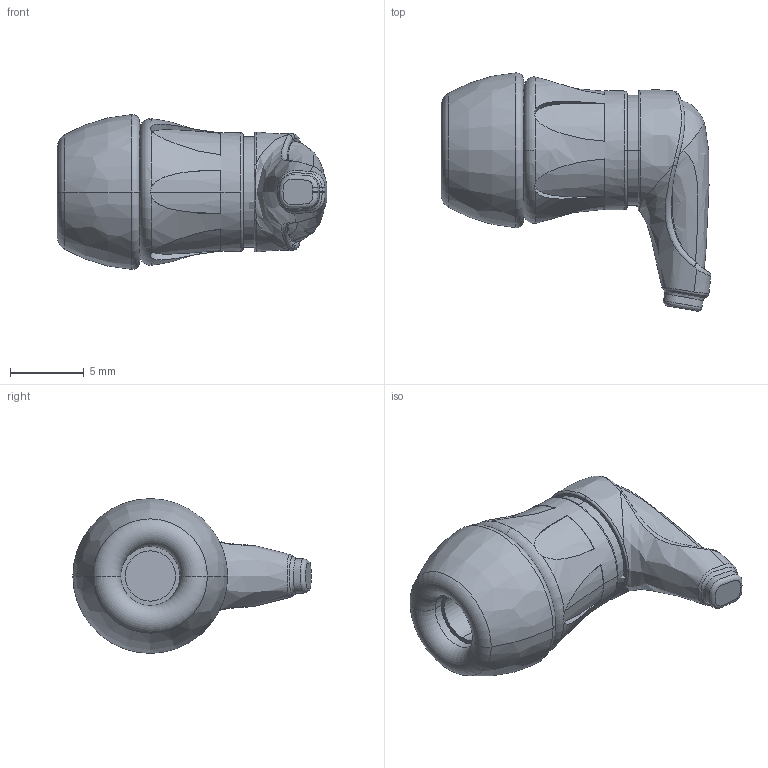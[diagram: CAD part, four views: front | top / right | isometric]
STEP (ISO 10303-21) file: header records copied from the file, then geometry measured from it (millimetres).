
FILE_DESCRIPTION (( 'STEP AP214' ), '1' );
FILE_NAME ('Advanced surface modeling (2).step', '2023-06-14T23:23:34', ( '' ), ( '' ), 'SwSTEP 2.0', 'SolidWorks 2022', '' );
FILE_SCHEMA (( 'AUTOMOTIVE_DESIGN' ));
Length unit declared in the file: millimetre
Products named in the file (1): Advanced surface modeling (2)
Bounding box: 18.24 x 16.12 x 10.47 mm (x, y, z)
Volume: 649.5 mm3; surface area: 1280.1 mm2
Topology: 3 solids, 3 shells, 136 faces, 360 edges, 233 vertices
Faces by surface type: bspline 69, plane 23, cone 18, torus 15, cylinder 11
Full cylindrical faces by diameter (mm): 6.851 x1
Entity records: 16008 total; most frequent: CARTESIAN_POINT 12539, ORIENTED_EDGE 716, DIRECTION 431, EDGE_CURVE 358, VERTEX_POINT 234, AXIS2_PLACEMENT_3D 191, B_SPLINE_CURVE_WITH_KNOTS 186, EDGE_LOOP 144
